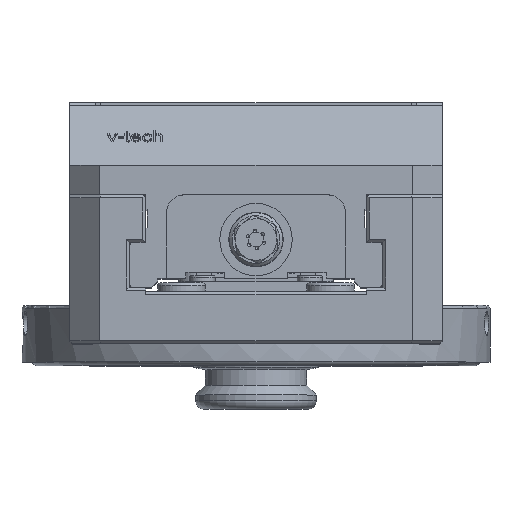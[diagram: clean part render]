
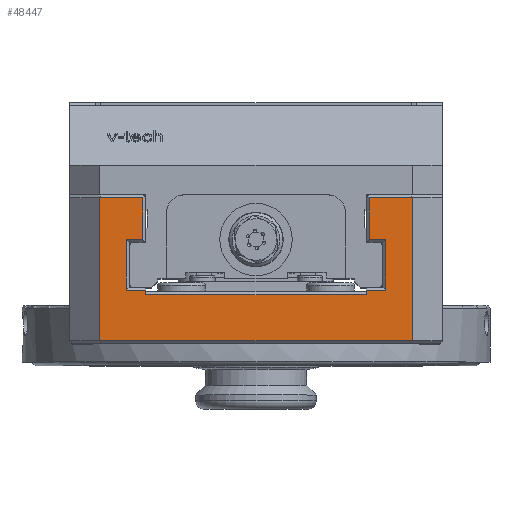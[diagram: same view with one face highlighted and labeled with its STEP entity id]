
A CAD part, top view. The second image highlights one B-rep face of the part: STEP entity #48447.
In plain terms, the highlighted planar face has unit normal (0, 0, 1).
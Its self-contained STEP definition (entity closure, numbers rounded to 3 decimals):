
#3168=PLANE('',#51542);
#4696=LINE('',#69098,#9063);
#6181=LINE('',#75877,#10548);
#6184=LINE('',#75883,#10551);
#6187=LINE('',#75889,#10554);
#6188=LINE('',#75892,#10555);
#6191=LINE('',#75898,#10558);
#6195=LINE('',#75906,#10562);
#6202=LINE('',#75919,#10569);
#6206=LINE('',#75927,#10573);
#6208=LINE('',#75932,#10575);
#6213=LINE('',#75941,#10580);
#6233=LINE('',#75981,#10600);
#6279=LINE('',#76088,#10646);
#6287=LINE('',#76102,#10654);
#6288=LINE('',#76103,#10655);
#6289=LINE('',#76104,#10656);
#9063=VECTOR('',#55890,10.);
#10548=VECTOR('',#58443,10.);
#10551=VECTOR('',#58448,10.);
#10554=VECTOR('',#58453,10.);
#10555=VECTOR('',#58456,10.);
#10558=VECTOR('',#58461,10.);
#10562=VECTOR('',#58467,10.);
#10569=VECTOR('',#58476,10.);
#10573=VECTOR('',#58482,10.);
#10575=VECTOR('',#58486,10.);
#10580=VECTOR('',#58493,10.);
#10600=VECTOR('',#58523,10.);
#10646=VECTOR('',#58623,10.);
#10654=VECTOR('',#58637,10.);
#10655=VECTOR('',#58638,10.);
#10656=VECTOR('',#58639,10.);
#14177=FACE_OUTER_BOUND('',#16901,.T.);
#16901=EDGE_LOOP('',(#37275,#37276,#37277,#37278,#37279,#37280,#37281,#37282,
#37283,#37284,#37285,#37286,#37287,#37288,#37289,#37290));
#20841=VERTEX_POINT('',#69095);
#20842=VERTEX_POINT('',#69097);
#21988=VERTEX_POINT('',#75869);
#21991=VERTEX_POINT('',#75875);
#21993=VERTEX_POINT('',#75881);
#21995=VERTEX_POINT('',#75887);
#21996=VERTEX_POINT('',#75891);
#21998=VERTEX_POINT('',#75897);
#22000=VERTEX_POINT('',#75903);
#22004=VERTEX_POINT('',#75912);
#22008=VERTEX_POINT('',#75922);
#22010=VERTEX_POINT('',#75929);
#22014=VERTEX_POINT('',#75939);
#22029=VERTEX_POINT('',#75979);
#22063=VERTEX_POINT('',#76087);
#22066=VERTEX_POINT('',#76101);
#25689=EDGE_CURVE('',#20842,#20841,#4696,.T.);
#27581=EDGE_CURVE('',#21991,#21988,#6181,.T.);
#27584=EDGE_CURVE('',#21993,#21991,#6184,.T.);
#27587=EDGE_CURVE('',#21995,#21993,#6187,.T.);
#27588=EDGE_CURVE('',#21996,#20841,#6188,.T.);
#27591=EDGE_CURVE('',#21998,#21996,#6191,.T.);
#27595=EDGE_CURVE('',#22000,#21998,#6195,.T.);
#27602=EDGE_CURVE('',#21988,#22004,#6202,.T.);
#27606=EDGE_CURVE('',#22004,#22008,#6206,.T.);
#27608=EDGE_CURVE('',#22010,#22000,#6208,.T.);
#27613=EDGE_CURVE('',#22014,#22010,#6213,.T.);
#27633=EDGE_CURVE('',#21995,#22029,#6233,.T.);
#27687=EDGE_CURVE('',#22008,#22063,#6279,.T.);
#27695=EDGE_CURVE('',#22066,#22014,#6287,.T.);
#27696=EDGE_CURVE('',#22063,#22066,#6288,.T.);
#27697=EDGE_CURVE('',#20842,#22029,#6289,.T.);
#37275=ORIENTED_EDGE('',*,*,#25689,.T.);
#37276=ORIENTED_EDGE('',*,*,#27588,.F.);
#37277=ORIENTED_EDGE('',*,*,#27591,.F.);
#37278=ORIENTED_EDGE('',*,*,#27595,.F.);
#37279=ORIENTED_EDGE('',*,*,#27608,.F.);
#37280=ORIENTED_EDGE('',*,*,#27613,.F.);
#37281=ORIENTED_EDGE('',*,*,#27695,.F.);
#37282=ORIENTED_EDGE('',*,*,#27696,.F.);
#37283=ORIENTED_EDGE('',*,*,#27687,.F.);
#37284=ORIENTED_EDGE('',*,*,#27606,.F.);
#37285=ORIENTED_EDGE('',*,*,#27602,.F.);
#37286=ORIENTED_EDGE('',*,*,#27581,.F.);
#37287=ORIENTED_EDGE('',*,*,#27584,.F.);
#37288=ORIENTED_EDGE('',*,*,#27587,.F.);
#37289=ORIENTED_EDGE('',*,*,#27633,.T.);
#37290=ORIENTED_EDGE('',*,*,#27697,.F.);
#48447=ADVANCED_FACE('',(#14177),#3168,.T.);
#51542=AXIS2_PLACEMENT_3D('',#76100,#58635,#58636);
#55890=DIRECTION('',(0.,1.,0.));
#58443=DIRECTION('',(-1.,0.,0.));
#58448=DIRECTION('',(0.,1.,0.));
#58453=DIRECTION('',(1.,0.,0.));
#58456=DIRECTION('',(1.,0.,0.));
#58461=DIRECTION('',(0.,-1.,0.));
#58467=DIRECTION('',(-1.,0.,0.));
#58476=DIRECTION('',(0.,1.,0.));
#58482=DIRECTION('',(1.,0.,0.));
#58486=DIRECTION('',(0.,-1.,0.));
#58493=DIRECTION('',(1.,0.,0.));
#58523=DIRECTION('',(0.,-1.,0.));
#58623=DIRECTION('',(0.,-1.,0.));
#58635=DIRECTION('center_axis',(0.,0.,
1.));
#58636=DIRECTION('ref_axis',(1.,0.,0.));
#58637=DIRECTION('',(0.,1.,0.));
#58638=DIRECTION('',(-1.,0.,0.));
#58639=DIRECTION('',(1.,0.,0.));
#69095=CARTESIAN_POINT('',(-37.,18.,90.));
#69097=CARTESIAN_POINT('',(-37.,16.5,90.));
#69098=CARTESIAN_POINT('',(-37.,17.5,90.));
#75869=CARTESIAN_POINT('',(38.,35.,90.));
#75875=CARTESIAN_POINT('',(43.5,35.,90.));
#75877=CARTESIAN_POINT('',(18.5,35.,90.));
#75881=CARTESIAN_POINT('',(43.5,18.,90.));
#75883=CARTESIAN_POINT('',(43.5,27.437,90.));
#75887=CARTESIAN_POINT('',(37.,18.,90.));
#75889=CARTESIAN_POINT('',(21.25,18.,90.));
#75891=CARTESIAN_POINT('',(-43.5,18.,90.));
#75892=CARTESIAN_POINT('',(-18.5,18.,90.));
#75897=CARTESIAN_POINT('',(-43.5,35.,90.));
#75898=CARTESIAN_POINT('',(-43.5,19.937,90.));
#75903=CARTESIAN_POINT('',(-38.,35.,90.));
#75906=CARTESIAN_POINT('',(-21.25,35.,90.));
#75912=CARTESIAN_POINT('',(38.,49.,90.));
#75919=CARTESIAN_POINT('',(38.,35.437,90.));
#75922=CARTESIAN_POINT('',(52.5,49.,90.));
#75927=CARTESIAN_POINT('',(31.25,49.,90.));
#75929=CARTESIAN_POINT('',(-38.,49.,90.));
#75932=CARTESIAN_POINT('',(-38.,27.437,90.));
#75939=CARTESIAN_POINT('',(-52.5,49.,90.));
#75941=CARTESIAN_POINT('',(-18.5,49.,90.));
#75979=CARTESIAN_POINT('',(37.,16.5,90.));
#75981=CARTESIAN_POINT('',(37.,19.,90.));
#76087=CARTESIAN_POINT('',(52.5,1.,90.));
#76088=CARTESIAN_POINT('',(52.5,10.437,90.));
#76100=CARTESIAN_POINT('Origin',(0.,20.874,
90.));
#76101=CARTESIAN_POINT('',(-52.5,1.,90.));
#76102=CARTESIAN_POINT('',(-52.5,35.437,90.));
#76103=CARTESIAN_POINT('',(-31.25,1.,90.));
#76104=CARTESIAN_POINT('',(18.5,16.5,90.));
